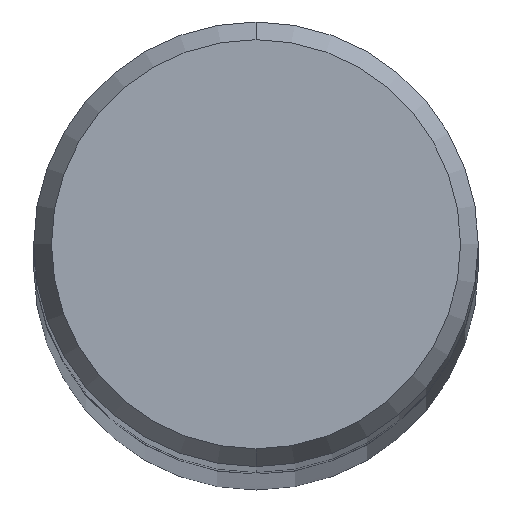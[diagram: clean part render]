
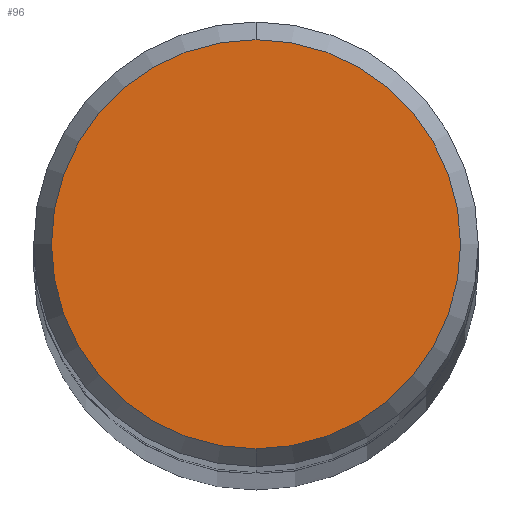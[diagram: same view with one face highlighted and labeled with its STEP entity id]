
A CAD part, top view. The second image highlights one B-rep face of the part: STEP entity #96.
In plain terms, the highlighted planar face has unit normal (0, 0, 1).
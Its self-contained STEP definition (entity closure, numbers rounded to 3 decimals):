
#96=ADVANCED_FACE('',(#241),#242,.T.);
#172=EDGE_CURVE('',#208,#194,#327,.T.);
#176=EDGE_CURVE('',#194,#208,#332,.T.);
#194=VERTEX_POINT('',#353);
#208=VERTEX_POINT('',#370);
#241=FACE_OUTER_BOUND('',#395,.T.);
#242=PLANE('',#396);
#327=CIRCLE('',#507,5.295);
#332=CIRCLE('',#513,5.295);
#353=CARTESIAN_POINT('',(0.0,5.295,0.0));
#370=CARTESIAN_POINT('',(0.,-5.295,0.0));
#395=EDGE_LOOP('',(#577,#578));
#396=AXIS2_PLACEMENT_3D('',#579,#580,#581);
#507=AXIS2_PLACEMENT_3D('',#688,#689,#690);
#513=AXIS2_PLACEMENT_3D('',#699,#700,#701);
#577=ORIENTED_EDGE('',*,*,#176,.F.);
#578=ORIENTED_EDGE('',*,*,#172,.F.);
#579=CARTESIAN_POINT('',(0.0,2.647,0.0));
#580=DIRECTION('',(-0.0,0.0,1.0));
#581=DIRECTION('',(0.0,-1.0,0.0));
#688=CARTESIAN_POINT('',(0.0,0.0,0.0));
#689=DIRECTION('',(0.0,0.0,-1.0));
#690=DIRECTION('',(0.0,1.0,0.0));
#699=CARTESIAN_POINT('',(0.0,0.0,0.0));
#700=DIRECTION('',(0.0,0.0,-1.0));
#701=DIRECTION('',(0.0,1.0,0.0));
